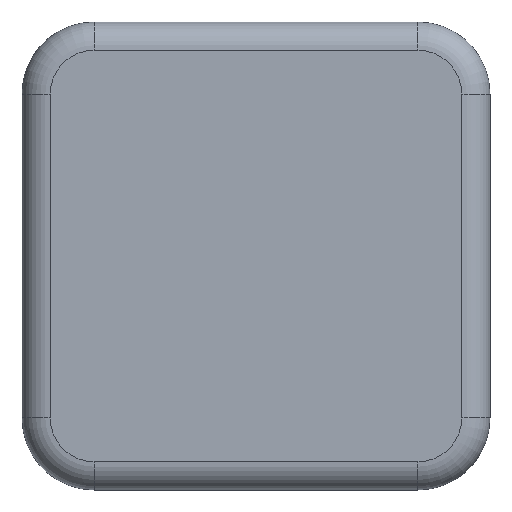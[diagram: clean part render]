
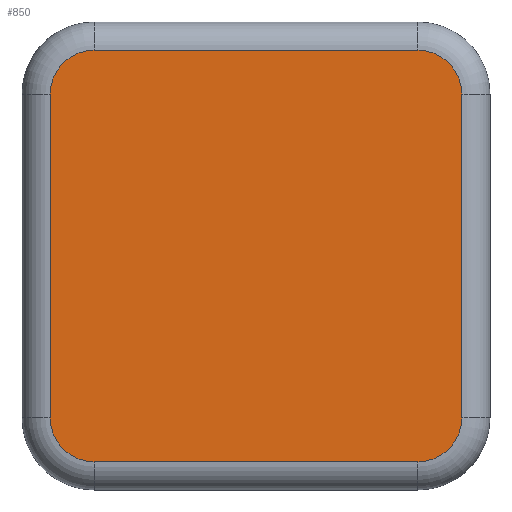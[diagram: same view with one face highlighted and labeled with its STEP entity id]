
A CAD part, front view. The second image highlights one B-rep face of the part: STEP entity #850.
In plain terms, the highlighted planar face has unit normal (0, -1, 0).
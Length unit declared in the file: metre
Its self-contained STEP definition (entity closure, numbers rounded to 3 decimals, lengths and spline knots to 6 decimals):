
#69=LINE('',#1363,#157);
#70=LINE('',#1368,#158);
#71=LINE('',#1372,#159);
#72=LINE('',#1376,#160);
#157=VECTOR('',#1073,1.);
#158=VECTOR('',#1076,1.);
#159=VECTOR('',#1079,1.);
#160=VECTOR('',#1082,1.);
#262=ORIENTED_EDGE('',*,*,#510,.T.);
#263=ORIENTED_EDGE('',*,*,#511,.T.);
#264=ORIENTED_EDGE('',*,*,#512,.T.);
#265=ORIENTED_EDGE('',*,*,#513,.T.);
#266=ORIENTED_EDGE('',*,*,#514,.T.);
#267=ORIENTED_EDGE('',*,*,#515,.T.);
#268=ORIENTED_EDGE('',*,*,#516,.T.);
#269=ORIENTED_EDGE('',*,*,#517,.T.);
#510=EDGE_CURVE('',#632,#633,#69,.T.);
#511=EDGE_CURVE('',#633,#634,#682,.F.);
#512=EDGE_CURVE('',#634,#635,#70,.T.);
#513=EDGE_CURVE('',#635,#636,#683,.F.);
#514=EDGE_CURVE('',#636,#637,#71,.F.);
#515=EDGE_CURVE('',#637,#638,#684,.F.);
#516=EDGE_CURVE('',#638,#639,#72,.F.);
#517=EDGE_CURVE('',#639,#632,#685,.F.);
#632=VERTEX_POINT('',#1364);
#633=VERTEX_POINT('',#1365);
#634=VERTEX_POINT('',#1367);
#635=VERTEX_POINT('',#1369);
#636=VERTEX_POINT('',#1371);
#637=VERTEX_POINT('',#1373);
#638=VERTEX_POINT('',#1375);
#639=VERTEX_POINT('',#1377);
#682=CIRCLE('',#927,0.001497);
#683=CIRCLE('',#928,0.001497);
#684=CIRCLE('',#929,0.001497);
#685=CIRCLE('',#930,0.001497);
#715=EDGE_LOOP('',(#262,#263,#264,#265,#266,#267,#268,#269));
#769=FACE_BOUND('',#715,.T.);
#821=PLANE('',#926);
#850=ADVANCED_FACE('',(#769),#821,.F.);
#926=AXIS2_PLACEMENT_3D('',#1362,#1071,#1072);
#927=AXIS2_PLACEMENT_3D('',#1366,#1074,#1075);
#928=AXIS2_PLACEMENT_3D('',#1370,#1077,#1078);
#929=AXIS2_PLACEMENT_3D('',#1374,#1080,#1081);
#930=AXIS2_PLACEMENT_3D('',#1378,#1083,#1084);
#1071=DIRECTION('',(0.,1.,0.));
#1072=DIRECTION('',(1.,0.,0.));
#1073=DIRECTION('',(1.,0.,0.));
#1074=DIRECTION('',(0.,1.,0.));
#1075=DIRECTION('',(1.,0.,0.));
#1076=DIRECTION('',(0.,0.,1.));
#1077=DIRECTION('',(0.,1.,0.));
#1078=DIRECTION('',(1.,0.,0.));
#1079=DIRECTION('',(1.,0.,0.));
#1080=DIRECTION('',(0.,1.,0.));
#1081=DIRECTION('',(1.,0.,0.));
#1082=DIRECTION('',(0.,0.,1.));
#1083=DIRECTION('',(0.,1.,0.));
#1084=DIRECTION('',(1.,0.,0.));
#1362=CARTESIAN_POINT('',(0.,0.,0.));
#1363=CARTESIAN_POINT('',(0.005538,0.,-0.007034));
#1364=CARTESIAN_POINT('',(-0.005538,0.,-0.007034));
#1365=CARTESIAN_POINT('',(0.005538,0.,-0.007034));
#1366=CARTESIAN_POINT('',(0.005538,0.,-0.005538));
#1367=CARTESIAN_POINT('',(0.007034,0.,-0.005538));
#1368=CARTESIAN_POINT('',(0.007034,0.,0.005538));
#1369=CARTESIAN_POINT('',(0.007034,0.,0.005538));
#1370=CARTESIAN_POINT('',(0.005538,0.,0.005538));
#1371=CARTESIAN_POINT('',(0.005538,0.,0.007034));
#1372=CARTESIAN_POINT('',(0.,0.,0.007034));
#1373=CARTESIAN_POINT('',(-0.005538,0.,0.007034));
#1374=CARTESIAN_POINT('',(-0.005538,0.,0.005538));
#1375=CARTESIAN_POINT('',(-0.007034,0.,0.005538));
#1376=CARTESIAN_POINT('',(-0.007034,0.,0.));
#1377=CARTESIAN_POINT('',(-0.007034,0.,-0.005538));
#1378=CARTESIAN_POINT('',(-0.005538,0.,-0.005538));
